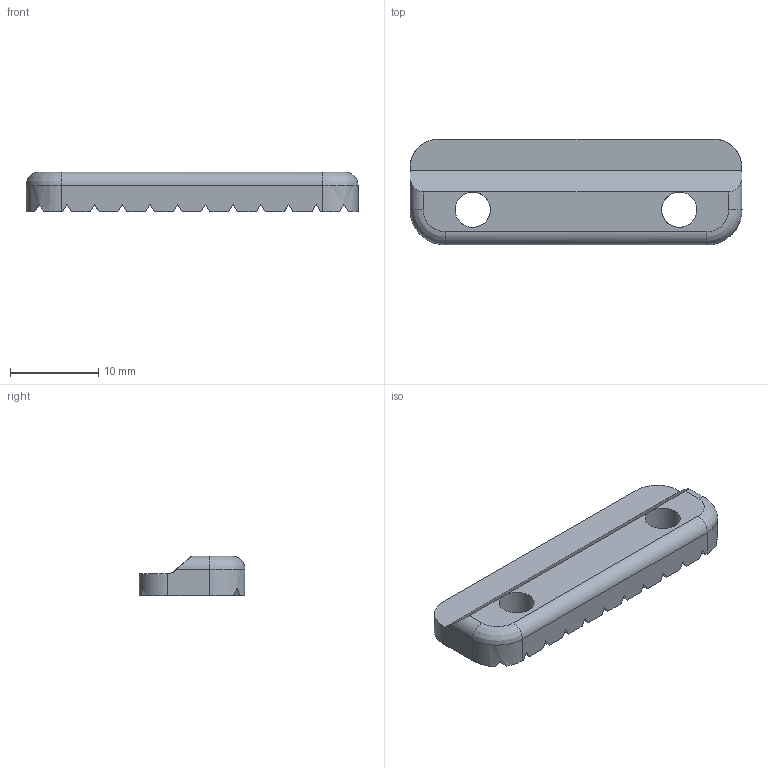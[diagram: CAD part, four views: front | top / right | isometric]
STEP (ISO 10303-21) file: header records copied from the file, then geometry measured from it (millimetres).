
FILE_DESCRIPTION(('FreeCAD Model'),'2;1');
FILE_NAME('belt-clamp_black_v1.1.step','2016-11-08T12:49:58',( 'Author'),(''),'Open CASCADE STEP processor 6.8','FreeCAD','Unknown' );
FILE_SCHEMA(('AUTOMOTIVE_DESIGN_CC2 { 1 2 10303 214 -1 1 5 4 }'));
Length unit declared in the file: millimetre
Products named in the file (2): ASSEMBLY; LinearPattern
Assembly tree (1 placements, depth 2):
  ASSEMBLY
    LinearPattern
Bounding box: 37.6 x 12 x 4.5 mm (x, y, z)
Volume: 1433.3 mm3; surface area: 1388.8 mm2
Topology: 1 solids, 1 shells, 61 faces, 187 edges, 124 vertices
Faces by surface type: plane 50, cylinder 7, bspline 4
Full cylindrical faces by diameter (mm): 4 x2
Entity records: 7111 total; most frequent: CARTESIAN_POINT 3662, DIRECTION 574, ORIENTED_EDGE 366, PCURVE 366, DEFINITIONAL_REPRESENTATION 366, LINE 366, VECTOR 366, EDGE_CURVE 183
